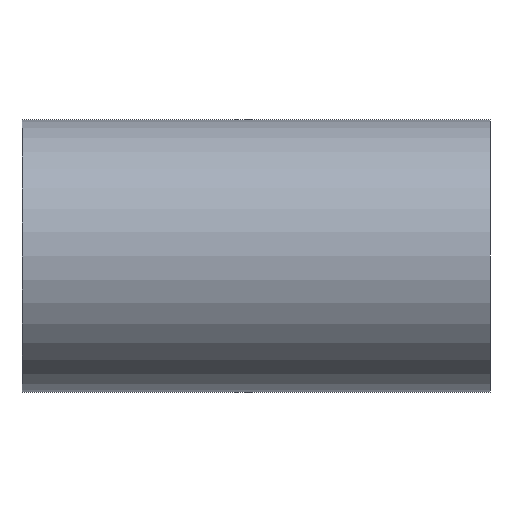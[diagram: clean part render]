
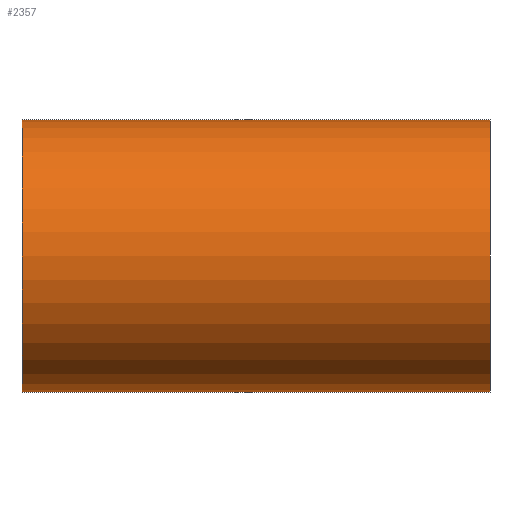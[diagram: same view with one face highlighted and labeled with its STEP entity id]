
A CAD part, front view. The second image highlights one B-rep face of the part: STEP entity #2357.
In plain terms, the highlighted cylindrical face has radius 23.25 mm (diameter 46.5 mm), a partial arc.
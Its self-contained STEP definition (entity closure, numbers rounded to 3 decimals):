
#17 = ORIENTED_EDGE ( 'NONE', *, *, #987, .T. ) ;
#45 = EDGE_CURVE ( 'NONE', #114, #2101, #866, .T. ) ;
#114 = VERTEX_POINT ( 'NONE', #272 ) ;
#187 = CARTESIAN_POINT ( 'NONE',  ( 0., 0., -23.25 ) ) ;
#207 = CARTESIAN_POINT ( 'NONE',  ( -1000., 0., -23.25 ) ) ;
#211 = DIRECTION ( 'NONE',  ( -1., 0., 0. ) ) ;
#258 = DIRECTION ( 'NONE',  ( -1., 0., 0. ) ) ;
#264 = ORIENTED_EDGE ( 'NONE', *, *, #1278, .T. ) ;
#272 = CARTESIAN_POINT ( 'NONE',  ( 0., 0., 23.25 ) ) ;
#316 = CARTESIAN_POINT ( 'NONE',  ( -1000., 0., 0. ) ) ;
#340 = DIRECTION ( 'NONE',  ( 0., 0., 1. ) ) ;
#362 = DIRECTION ( 'NONE',  ( -1., 0., 0. ) ) ;
#549 = DIRECTION ( 'NONE',  ( 0., 0., 1. ) ) ;
#610 = CARTESIAN_POINT ( 'NONE',  ( 80., 0., 0. ) ) ;
#835 = CIRCLE ( 'NONE', #1079, 23.25 ) ;
#846 = CARTESIAN_POINT ( 'NONE',  ( 80., 0., -23.25 ) ) ;
#866 = CIRCLE ( 'NONE', #1226, 23.25 ) ;
#987 = EDGE_CURVE ( 'NONE', #2384, #2151, #835, .T. ) ;
#1015 = EDGE_LOOP ( 'NONE', ( #17, #264, #1088, #1290 ) ) ;
#1077 = CARTESIAN_POINT ( 'NONE',  ( 80., 0., 23.25 ) ) ;
#1079 = AXIS2_PLACEMENT_3D ( 'NONE', #610, #362, #549 ) ;
#1088 = ORIENTED_EDGE ( 'NONE', *, *, #45, .F. ) ;
#1226 = AXIS2_PLACEMENT_3D ( 'NONE', #1597, #258, #2175 ) ;
#1278 = EDGE_CURVE ( 'NONE', #2151, #2101, #2316, .T. ) ;
#1290 = ORIENTED_EDGE ( 'NONE', *, *, #2056, .F. ) ;
#1401 = FACE_OUTER_BOUND ( 'NONE', #1015, .T. ) ;
#1426 = DIRECTION ( 'NONE',  ( -1., 0., 0. ) ) ;
#1597 = CARTESIAN_POINT ( 'NONE',  ( 0., 0., 0. ) ) ;
#1692 = CARTESIAN_POINT ( 'NONE',  ( -1000., 0., 23.25 ) ) ;
#1722 = DIRECTION ( 'NONE',  ( -1., 0., 0. ) ) ;
#1801 = VECTOR ( 'NONE', #211, 1000. ) ;
#2012 = AXIS2_PLACEMENT_3D ( 'NONE', #316, #1426, #340 ) ;
#2056 = EDGE_CURVE ( 'NONE', #2384, #114, #2298, .T. ) ;
#2101 = VERTEX_POINT ( 'NONE', #187 ) ;
#2151 = VERTEX_POINT ( 'NONE', #846 ) ;
#2166 = CYLINDRICAL_SURFACE ( 'NONE', #2012, 23.25 ) ;
#2175 = DIRECTION ( 'NONE',  ( 0., 0., 1. ) ) ;
#2244 = VECTOR ( 'NONE', #1722, 1000. ) ;
#2298 = LINE ( 'NONE', #1692, #1801 ) ;
#2316 = LINE ( 'NONE', #207, #2244 ) ;
#2357 = ADVANCED_FACE ( 'NONE', ( #1401 ), #2166, .T. ) ;
#2384 = VERTEX_POINT ( 'NONE', #1077 ) ;
